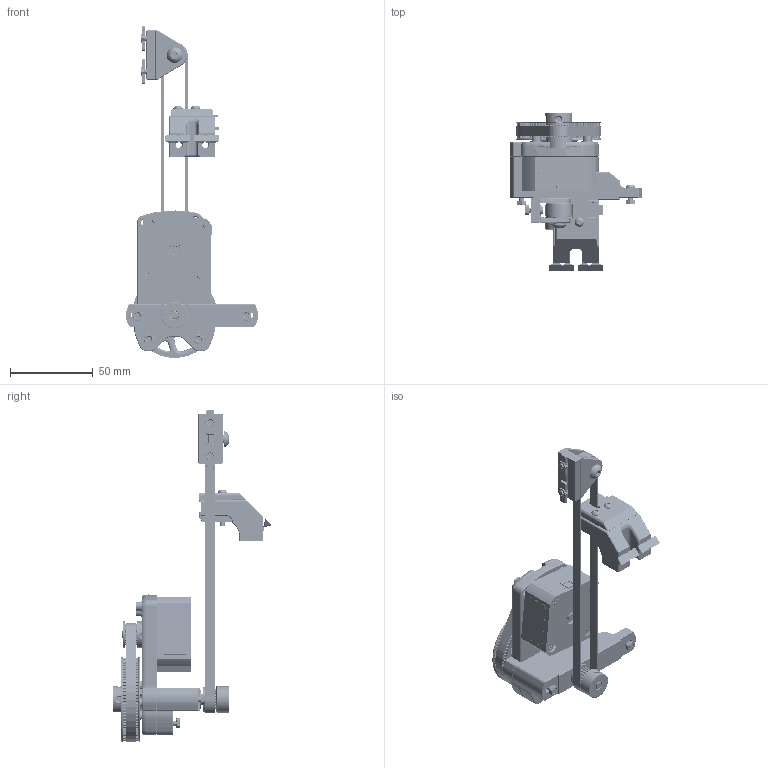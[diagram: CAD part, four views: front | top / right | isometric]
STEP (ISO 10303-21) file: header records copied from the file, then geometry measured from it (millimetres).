
FILE_DESCRIPTION(/* description */ (''),/* implementation_level */ '2;1');
FILE_NAME(/* name */ 'V0.1_belted_z_drive.step',/* time_stamp */ '2021-06-25T10:20:40-04:00',/* author */ (''),/* organization */ (''),/* preprocessor_version */ 'ST-DEVELOPER v18.1',/* originating_system */ 'Autodesk Translation Framework v10.9.0.1377',/* authorisation */ '');
FILE_SCHEMA (('AUTOMOTIVE_DESIGN { 1 0 10303 214 3 1 1 }'));
Products named in the file (57): V0-zbelt-mod-beta1c; V0-ZBelt-Printed-Parts; V0-ZBelt-Pancake-Stepper-Bracket-ver1-Keyed-BETA1 (1); V0-ZBelt-FrontBottom-Bracket-ver1-Keyed-BETA2; V0-ZBelt-Top-Idler-Front-BETA1; V0-ZBelt-Top-Idler-Back-BETA1; M4-80T Gear v1; GT2 20T 6mm Powge v2 (1); M3x8 BHCS; 5mmx70mm-Shaft-with-Flats; NEMA17 Midsize v1; GT2 20T 6mm Powge v2; Z-Belt-Hardware; 1515-Makerbeam-Slot-Nut; 1515-Makerbeam-Slot-Nut (1); M5x14 BHCS; M5x14 Set Screw; M5 washer; M3 Threaded Insert (2); M3 Threaded Insert (3); M3 Threaded Insert (4); M3 Threaded Insert ; PulleySpacer; m3x10 BHCS (1); m3x10 BHCS; m3x10 BHCS (2); m3x12 BHCS; m3x20 (1); m3x12 BHCS (1); m3x12 BHCS (2); m3x20 BHCS; m3x20 BHCS (2); m3x35 BHCS; M3x10 SHCS; M3_Hex_Nut v1; M3_Hex_Nut v1 (4); M3_Hex_Nut v1 (3); M3_Hex_Nut v1 (1) (1); M3_Hex_Nut v1 (1); M3_Hex_Nut v1 (2) ...
Assembly tree (62 placements, depth 4):
  V0-zbelt-mod-beta1c
    V0-ZBelt-Printed-Parts
      V0-ZBelt-Pancake-Stepper-Bracket-ver1-Keyed-BETA1 (1)
      V0-ZBelt-FrontBottom-Bracket-ver1-Keyed-BETA2
      V0-ZBelt-Top-Idler-Front-BETA1
      V0-ZBelt-Top-Idler-Back-BETA1
      M4-80T Gear v1
        GT2 20T 6mm Powge v2 (1)
        M3x8 BHCS  x5
    5mmx70mm-Shaft-with-Flats
    NEMA17 Midsize v1
      GT2 20T 6mm Powge v2
    Z-Belt-Hardware
      1515-Makerbeam-Slot-Nut
      1515-Makerbeam-Slot-Nut (1)
      M5x14 BHCS
      M5x14 Set Screw
      M5 washer
      M3 Threaded Insert (2)
      M3 Threaded Insert (3)
      M3 Threaded Insert (4)
      M3 Threaded Insert 
      PulleySpacer
      m3x10 BHCS (1)
      m3x10 BHCS
      m3x10 BHCS (2)
      m3x12 BHCS
        m3x20 (1)
      m3x12 BHCS (1)
      m3x12 BHCS (2)
      m3x20 BHCS
      m3x20 BHCS (2)
      m3x35 BHCS
      M3x10 SHCS
      M3x12 SHCS  x2
      M3 Washer  x2
      M3_Hex_Nut v1
      M3_Hex_Nut v1 (4)
      M3_Hex_Nut v1 (3)
      M3_Hex_Nut v1 (1) (1)
      M3_Hex_Nut v1 (1)
      M3_Hex_Nut v1 (2)
    Belts-Pulleys-Guides
      GT2 20T 6mm-complete
      GT2 Z-Belt Cut Loop
      GT2 Belt Loop - 188mm (2)
      MF105-bearing
        MF105-rubber
      MF105-bearing (1)
        MF105-rubber (1)
      F695 2RS (4)
      F695 2RS (2)
      F695 2RS (3)
    V0-BeltZ-BedMount-BETA4
      V0-zbelt-BEDMOUNT MODIFIED FOR V0.1
    V0-BeltZ-BeltClipBottom-BETA4
    V0-BeltZ-BeltClipTop-BETA4
Bounding box: 80 x 96.05 x 200.67 mm (x, y, z)
Volume: 125544.5 mm3; surface area: 84366.5 mm2
Topology: 74 solids, 82 shells, 5441 faces, 15279 edges, 9762 vertices
Faces by surface type: plane 2530, cylinder 1845, cone 511, bspline 402, torus 135, sphere 18
Full cylindrical faces by diameter (mm): 2.5 x8, 2.8 x3, 2.9 x4, 2.997 x12, 3 x45, 3.2 x2, 3.4 x13, 4.2 x4, 4.25 x4, 4.6 x5, 4.7 x4, 4.991 x2, 5 x13, 5.001 x2, 5.182 x1, 5.2 x1, 5.3 x1, 5.4 x1, 5.5 x3, 5.7 x15, 5.8 x2, 6 x4, 6.5 x7, 7 x8, 7.468 x1, 7.81 x1, 7.811 x3, 7.823 x4, 8 x2, 8.141 x4
Entity records: 192502 total; most frequent: CARTESIAN_POINT 50371, ORIENTED_EDGE 30190, DIRECTION 29819, EDGE_CURVE 15095, AXIS2_PLACEMENT_3D 10931, VERTEX_POINT 9665, LINE 7957, VECTOR 7957
